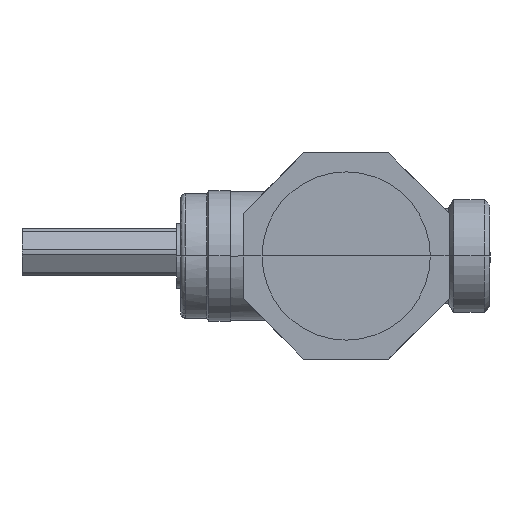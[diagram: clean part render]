
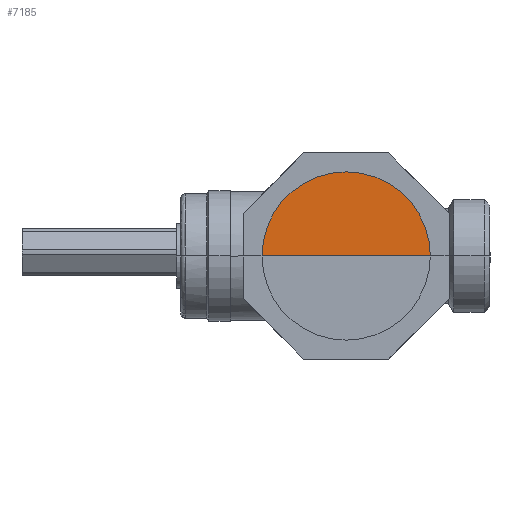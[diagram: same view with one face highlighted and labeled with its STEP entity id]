
A CAD part, left-side view. The second image highlights one B-rep face of the part: STEP entity #7185.
In plain terms, the highlighted planar face has unit normal (-1, 0, 0).
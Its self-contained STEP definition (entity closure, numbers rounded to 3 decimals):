
#507=CIRCLE('',#7864,19.6);
#1103=FACE_OUTER_BOUND('',#1565,.T.);
#1565=EDGE_LOOP('',(#5687,#5688));
#2075=LINE('',#11942,#2595);
#2595=VECTOR('',#9437,304.8);
#3179=VERTEX_POINT('',#11939);
#3180=VERTEX_POINT('',#11940);
#4043=EDGE_CURVE('',#3179,#3180,#507,.T.);
#4044=EDGE_CURVE('',#3180,#3179,#2075,.T.);
#5687=ORIENTED_EDGE('',*,*,#4043,.F.);
#5688=ORIENTED_EDGE('',*,*,#4044,.F.);
#6847=PLANE('',#7863);
#7185=ADVANCED_FACE('',(#1103),#6847,.T.);
#7863=AXIS2_PLACEMENT_3D('',#11938,#9433,#9434);
#7864=AXIS2_PLACEMENT_3D('',#11941,#9435,#9436);
#9433=DIRECTION('center_axis',(-1.,0.,0.));
#9434=DIRECTION('ref_axis',(0.,1.,0.));
#9435=DIRECTION('center_axis',(1.,0.,0.));
#9436=DIRECTION('ref_axis',(0.,1.,0.));
#9437=DIRECTION('',(0.,1.,0.));
#11938=CARTESIAN_POINT('Origin',(-85.,0.,0.));
#11939=CARTESIAN_POINT('',(-85.,19.6,0.));
#11940=CARTESIAN_POINT('',(-85.,-19.6,0.));
#11941=CARTESIAN_POINT('Origin',(-85.,0.,0.));
#11942=CARTESIAN_POINT('',(-85.,0.,0.));
